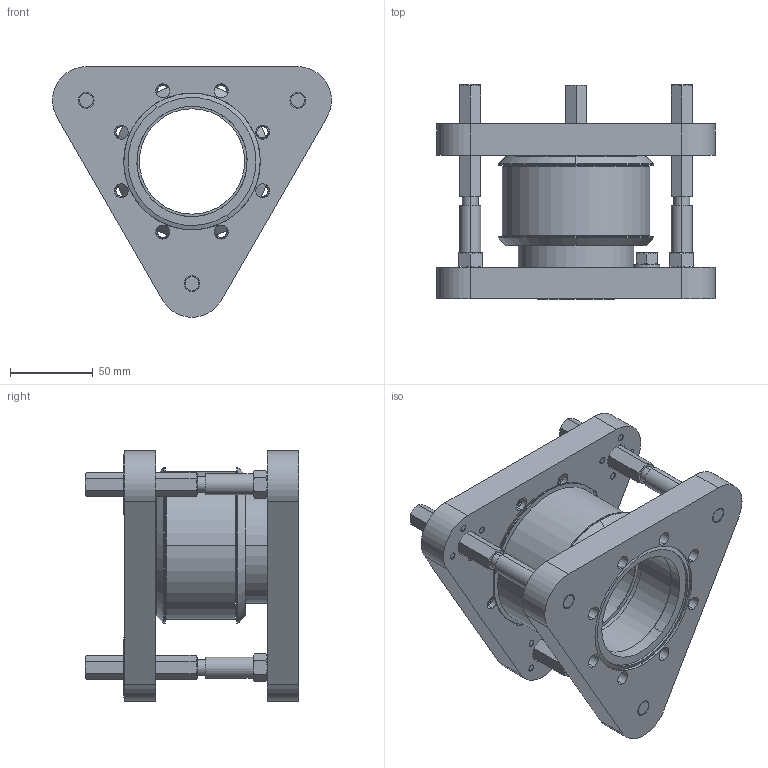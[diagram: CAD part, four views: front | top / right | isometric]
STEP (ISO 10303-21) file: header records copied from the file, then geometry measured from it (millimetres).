
FILE_DESCRIPTION (( 'STEP AP214' ), '1' );
FILE_NAME ('PA-2.50-B450C-T450TM ASSEMBLY.STEP', '2019-12-18T19:51:01', ( '' ), ( '' ), 'SwSTEP 2.0', 'SolidWorks 2010', '' );
FILE_SCHEMA (( 'AUTOMOTIVE_DESIGN' ));
Length unit declared in the file: inch
Products named in the file (1): PA-2.50-B450C-T450TM ASSEMBLY
Bounding box: 168.22 x 128.88 x 151.13 mm (x, y, z)
Surface area: 180770.9 mm2 (no closed solid volume)
Topology: 0 solids, 71 shells, 549 faces, 1493 edges, 996 vertices
Faces by surface type: plane 204, cylinder 178, cone 111, bspline 56
Entity records: 58424 total; most frequent: CARTESIAN_POINT 38229, DIRECTION 2672, ORIENTED_EDGE 2456, EDGE_CURVE 1485, AXIS2_PLACEMENT_3D 1067, VERTEX_POINT 996, EDGE_LOOP 661, CIRCLE 573
